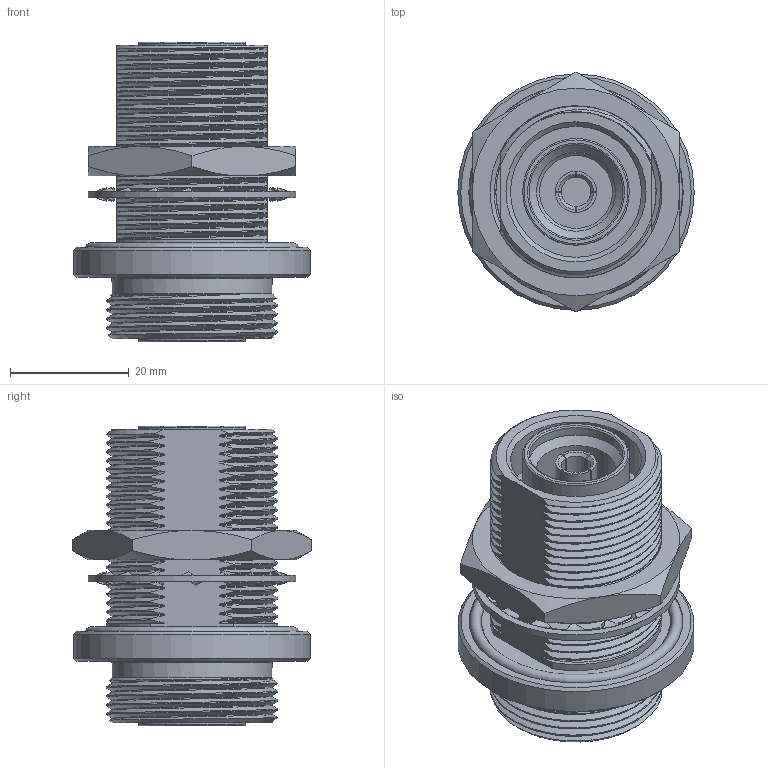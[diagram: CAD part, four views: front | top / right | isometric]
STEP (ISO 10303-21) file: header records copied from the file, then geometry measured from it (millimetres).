
FILE_DESCRIPTION (( 'STEP AP203' ), '1' );
FILE_NAME ('PE91038.step', '2019-11-13T21:04:25', ( '' ), ( '' ), 'SwSTEP 2.0', 'SolidWorks 2018', '' );
FILE_SCHEMA (( 'CONFIG_CONTROL_DESIGN' ));
Products named in the file (1): PE91038
Bounding box: 39.88 x 40.41 x 50.55 mm (x, y, z)
Volume: 30216 mm3; surface area: 16326.3 mm2
Topology: 4 solids, 4 shells, 403 faces, 1123 edges, 738 vertices
Faces by surface type: bspline 204, cylinder 81, plane 77, cone 35, torus 6
Full cylindrical faces by diameter (mm): 4.96 x2, 6.94 x2, 13.31 x2, 15.85 x2, 18 x2, 22.1 x2, 27 x1, 31.902 x1, 35.001 x1, 36.17 x1, 39.878 x1
Entity records: 151332 total; most frequent: CARTESIAN_POINT 143259, ORIENTED_EDGE 2156, EDGE_CURVE 1078, DIRECTION 976, VERTEX_POINT 727, EDGE_LOOP 449, FACE_OUTER_BOUND 423, B_SPLINE_CURVE_WITH_KNOTS 412
